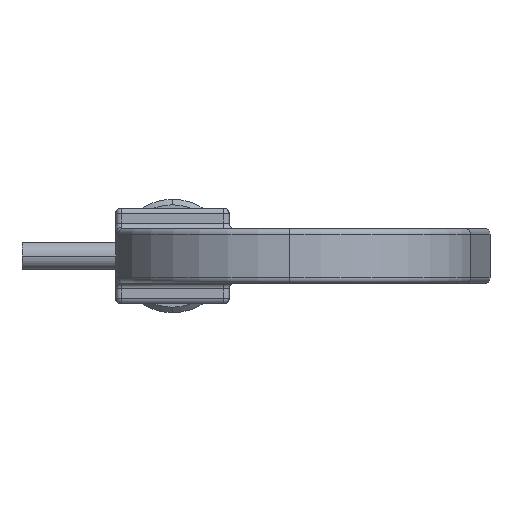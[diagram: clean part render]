
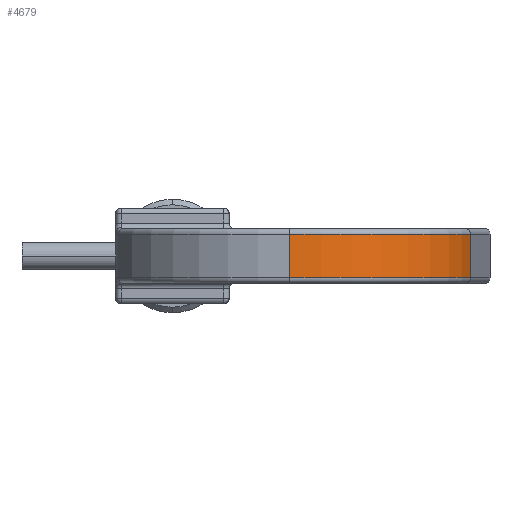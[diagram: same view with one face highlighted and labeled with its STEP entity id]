
A CAD part, left-side view. The second image highlights one B-rep face of the part: STEP entity #4679.
In plain terms, the highlighted cylindrical face has radius 67.291 mm (diameter 134.581 mm), a partial arc.
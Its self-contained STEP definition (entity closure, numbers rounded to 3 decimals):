
#31 = VERTEX_POINT ( 'NONE', #7940 ) ;
#32 = VERTEX_POINT ( 'NONE', #7948 ) ;
#66 = VERTEX_POINT ( 'NONE', #7982 ) ;
#89 = VERTEX_POINT ( 'NONE', #8005 ) ;
#324 = LINE ( 'NONE', #3356, #333 ) ;
#330 = LINE ( 'NONE', #3360, #331 ) ;
#331 = VECTOR ( 'NONE', #3362, 1000. ) ;
#333 = VECTOR ( 'NONE', #3363, 1000. ) ;
#1901 = EDGE_CURVE ( 'NONE', #32, #66, #330, .T. ) ;
#1903 = EDGE_CURVE ( 'NONE', #31, #89, #324, .T. ) ;
#2324 = CARTESIAN_POINT ( 'NONE',  ( 21.9, -63.627, -8. ) ) ;
#2325 = DIRECTION ( 'NONE',  ( 0., 0., 1. ) ) ;
#2326 = DIRECTION ( 'NONE',  ( -1., 0., 0. ) ) ;
#2355 = CARTESIAN_POINT ( 'NONE',  ( 21.9, -63.627, 8. ) ) ;
#2356 = DIRECTION ( 'NONE',  ( 0., 0., -1. ) ) ;
#2357 = DIRECTION ( 'NONE',  ( -1., 0., 0. ) ) ;
#3356 = CARTESIAN_POINT ( 'NONE',  ( 9.898, -129.839, 10. ) ) ;
#3360 = CARTESIAN_POINT ( 'NONE',  ( -45.39, -63.627, 10. ) ) ;
#3362 = DIRECTION ( 'NONE',  ( 0., 0., -1. ) ) ;
#3363 = DIRECTION ( 'NONE',  ( 0., 0., -1. ) ) ;
#4238 = ORIENTED_EDGE ( 'NONE', *, *, #11915, .T. ) ;
#4239 = ORIENTED_EDGE ( 'NONE', *, *, #1901, .T. ) ;
#4282 = ORIENTED_EDGE ( 'NONE', *, *, #11905, .T. ) ;
#4284 = ORIENTED_EDGE ( 'NONE', *, *, #1903, .F. ) ;
#4679 = ADVANCED_FACE ( 'NONE', ( #9613 ), #9624, .T. ) ;
#7940 = CARTESIAN_POINT ( 'NONE',  ( 9.898, -129.839, 8. ) ) ;
#7948 = CARTESIAN_POINT ( 'NONE',  ( -45.39, -63.627, 8. ) ) ;
#7982 = CARTESIAN_POINT ( 'NONE',  ( -45.39, -63.627, -8. ) ) ;
#8005 = CARTESIAN_POINT ( 'NONE',  ( 9.898, -129.839, -8. ) ) ;
#8184 = AXIS2_PLACEMENT_3D ( 'NONE', #10359, #10357, #10355 ) ;
#9613 = FACE_OUTER_BOUND ( 'NONE', #10792, .T. ) ;
#9624 = CYLINDRICAL_SURFACE ( 'NONE', #8184, 67.291 ) ;
#10355 = DIRECTION ( 'NONE',  ( -1., 0., 0. ) ) ;
#10357 = DIRECTION ( 'NONE',  ( 0., 0., -1. ) ) ;
#10359 = CARTESIAN_POINT ( 'NONE',  ( 21.9, -63.627, 10. ) ) ;
#10792 = EDGE_LOOP ( 'NONE', ( #4238, #4239, #4282, #4284 ) ) ;
#11905 = EDGE_CURVE ( 'NONE', #66, #89, #15962, .T. ) ;
#11915 = EDGE_CURVE ( 'NONE', #31, #32, #15974, .T. ) ;
#15962 = CIRCLE ( 'NONE', #16728, 67.291 ) ;
#15974 = CIRCLE ( 'NONE', #16738, 67.291 ) ;
#16728 = AXIS2_PLACEMENT_3D ( 'NONE', #2324, #2325, #2326 ) ;
#16738 = AXIS2_PLACEMENT_3D ( 'NONE', #2355, #2356, #2357 ) ;
